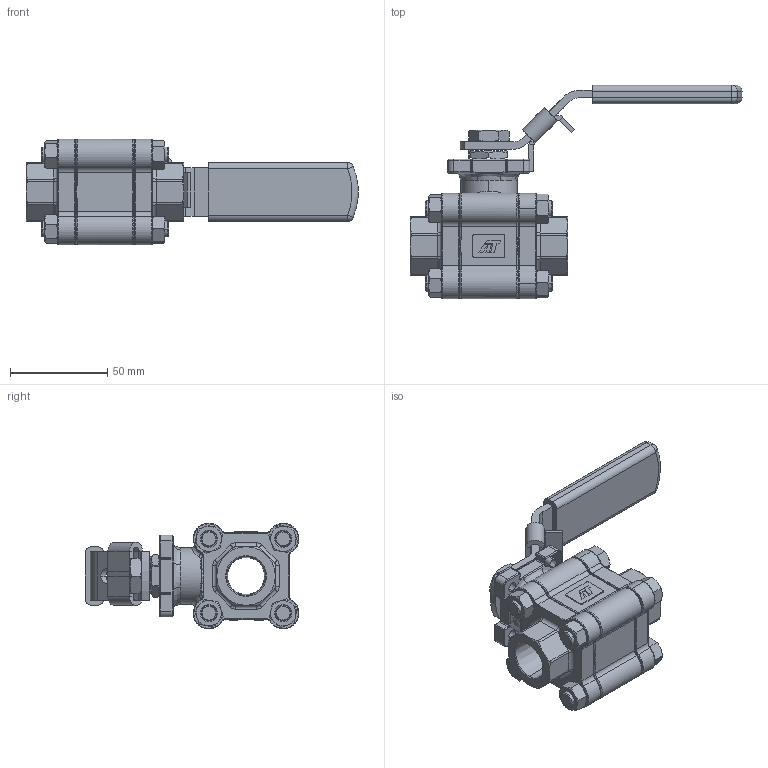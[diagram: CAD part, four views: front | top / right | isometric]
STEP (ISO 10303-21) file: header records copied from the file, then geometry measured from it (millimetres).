
FILE_DESCRIPTION (( 'STEP AP214' ), '1' );
FILE_NAME ('FMX-TH-0050-XXX HANDLE.step', '2019-11-19T15:44:44', ( '' ), ( '' ), 'SwSTEP 2.0', 'SolidWorks 2019', '' );
FILE_SCHEMA (( 'AUTOMOTIVE_DESIGN' ));
Length unit declared in the file: inch
Products named in the file (2): FMX-TH-0050-XXX HANDLE
Bounding box: 170.47 x 109.67 x 54.18 mm (x, y, z)
Surface area: 50660.6 mm2 (no closed solid volume)
Topology: 0 solids, 29 shells, 1093 faces, 2962 edges, 1879 vertices
Faces by surface type: plane 387, bspline 332, cylinder 240, cone 128, sphere 4, torus 2
Entity records: 65989 total; most frequent: CARTESIAN_POINT 27133, ORIENTED_EDGE 5354, DIRECTION 4332, EDGE_CURVE 2933, VERTEX_POINT 1875, AXIS2_PLACEMENT_3D 1526, VECTOR 1280, LINE 1280
